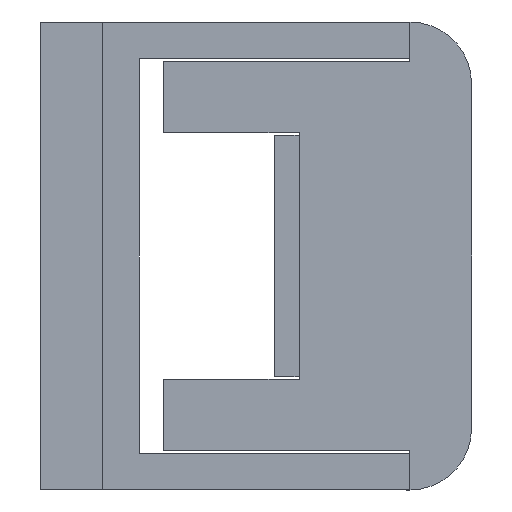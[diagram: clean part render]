
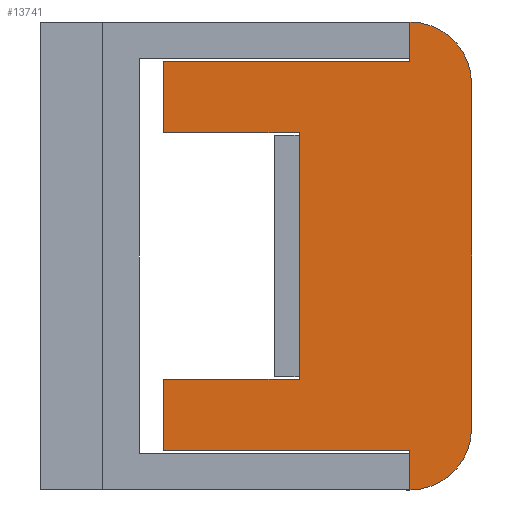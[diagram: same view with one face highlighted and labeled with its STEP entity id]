
A CAD part, left-side view. The second image highlights one B-rep face of the part: STEP entity #13741.
In plain terms, the highlighted planar face has unit normal (-1, 0, 0).
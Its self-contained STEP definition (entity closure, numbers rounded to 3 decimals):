
#647=PLANE('',#14525);
#1146=FACE_OUTER_BOUND('',#1925,.T.);
#1925=EDGE_LOOP('',(#9798,#9799,#9800,#9801,#9802,#9803,#9804,#9805,#9806,
#9807,#9808,#9809));
#2732=LINE('',#18511,#4266);
#2934=LINE('',#19325,#4468);
#2937=LINE('',#19331,#4471);
#2940=LINE('',#19337,#4474);
#2942=LINE('',#19341,#4476);
#2943=LINE('',#19343,#4477);
#2944=LINE('',#19344,#4478);
#2945=LINE('',#19346,#4479);
#2946=LINE('',#19348,#4480);
#2947=LINE('',#19349,#4481);
#4266=VECTOR('',#15333,10.);
#4468=VECTOR('',#15589,10.);
#4471=VECTOR('',#15594,10.);
#4474=VECTOR('',#15599,10.);
#4476=VECTOR('',#15603,10.);
#4477=VECTOR('',#15604,10.);
#4478=VECTOR('',#15605,10.);
#4479=VECTOR('',#15606,10.);
#4480=VECTOR('',#15607,10.);
#4481=VECTOR('',#15608,10.);
#5789=CIRCLE('',#14492,2.5);
#5791=CIRCLE('',#14497,2.5);
#6012=VERTEX_POINT('',#18482);
#6013=VERTEX_POINT('',#18484);
#6024=VERTEX_POINT('',#18510);
#6225=VERTEX_POINT('',#19154);
#6288=VERTEX_POINT('',#19322);
#6289=VERTEX_POINT('',#19324);
#6291=VERTEX_POINT('',#19330);
#6293=VERTEX_POINT('',#19336);
#6294=VERTEX_POINT('',#19340);
#6295=VERTEX_POINT('',#19342);
#6296=VERTEX_POINT('',#19345);
#6297=VERTEX_POINT('',#19347);
#7392=EDGE_CURVE('',#6012,#6013,#5789,.T.);
#7405=EDGE_CURVE('',#6013,#6024,#2732,.T.);
#7607=EDGE_CURVE('',#6024,#6225,#5791,.T.);
#7688=EDGE_CURVE('',#6289,#6288,#2934,.T.);
#7691=EDGE_CURVE('',#6291,#6289,#2937,.T.);
#7694=EDGE_CURVE('',#6293,#6291,#2940,.T.);
#7696=EDGE_CURVE('',#6012,#6294,#2942,.T.);
#7697=EDGE_CURVE('',#6294,#6295,#2943,.T.);
#7698=EDGE_CURVE('',#6293,#6295,#2944,.T.);
#7699=EDGE_CURVE('',#6296,#6288,#2945,.T.);
#7700=EDGE_CURVE('',#6297,#6296,#2946,.T.);
#7701=EDGE_CURVE('',#6297,#6225,#2947,.T.);
#9798=ORIENTED_EDGE('',*,*,#7392,.F.);
#9799=ORIENTED_EDGE('',*,*,#7696,.T.);
#9800=ORIENTED_EDGE('',*,*,#7697,.T.);
#9801=ORIENTED_EDGE('',*,*,#7698,.F.);
#9802=ORIENTED_EDGE('',*,*,#7694,.T.);
#9803=ORIENTED_EDGE('',*,*,#7691,.T.);
#9804=ORIENTED_EDGE('',*,*,#7688,.T.);
#9805=ORIENTED_EDGE('',*,*,#7699,.F.);
#9806=ORIENTED_EDGE('',*,*,#7700,.F.);
#9807=ORIENTED_EDGE('',*,*,#7701,.T.);
#9808=ORIENTED_EDGE('',*,*,#7607,.F.);
#9809=ORIENTED_EDGE('',*,*,#7405,.F.);
#13741=ADVANCED_FACE('',(#1146),#647,.T.);
#14492=AXIS2_PLACEMENT_3D('',#18485,#15314,#15315);
#14497=AXIS2_PLACEMENT_3D('',#19155,#15457,#15458);
#14525=AXIS2_PLACEMENT_3D('',#19339,#15601,#15602);
#15314=DIRECTION('center_axis',(1.,0.,0.));
#15315=DIRECTION('ref_axis',(0.,-0.707,0.707));
#15333=DIRECTION('',(0.,0.,-1.));
#15457=DIRECTION('center_axis',(1.,0.,0.));
#15458=DIRECTION('ref_axis',(0.,-0.707,-0.707));
#15589=DIRECTION('',(0.,1.,0.));
#15594=DIRECTION('',(0.,0.,-1.));
#15599=DIRECTION('',(0.,-1.,0.));
#15601=DIRECTION('center_axis',(-1.,0.,0.));
#15602=DIRECTION('ref_axis',(0.,0.,
1.));
#15603=DIRECTION('',(0.,0.,-1.));
#15604=DIRECTION('',(0.,1.,0.));
#15605=DIRECTION('',(0.,0.,1.));
#15606=DIRECTION('',(0.,0.,1.));
#15607=DIRECTION('',(0.,1.,0.));
#15608=DIRECTION('',(0.,0.,-1.));
#18482=CARTESIAN_POINT('',(49.575,865.2,22.908));
#18484=CARTESIAN_POINT('',(49.575,862.7,20.408));
#18485=CARTESIAN_POINT('Origin',(49.575,865.2,20.408));
#18510=CARTESIAN_POINT('',(49.575,862.7,6.408));
#18511=CARTESIAN_POINT('',(49.575,862.7,4.408));
#19154=CARTESIAN_POINT('',(49.575,865.2,3.908));
#19155=CARTESIAN_POINT('Origin',(49.575,865.2,6.408));
#19322=CARTESIAN_POINT('',(49.575,875.2,8.408));
#19324=CARTESIAN_POINT('',(49.575,869.7,8.408));
#19325=CARTESIAN_POINT('',(49.575,866.2,8.408));
#19330=CARTESIAN_POINT('',(49.575,869.7,18.408));
#19331=CARTESIAN_POINT('',(49.575,869.7,11.408));
#19336=CARTESIAN_POINT('',(49.575,875.2,18.408));
#19337=CARTESIAN_POINT('',(49.575,868.95,18.408));
#19339=CARTESIAN_POINT('Origin',(49.575,862.7,4.408));
#19340=CARTESIAN_POINT('',(49.575,865.2,21.308));
#19341=CARTESIAN_POINT('',(49.575,865.2,8.908));
#19342=CARTESIAN_POINT('',(49.575,875.2,21.308));
#19343=CARTESIAN_POINT('',(49.575,865.2,21.308));
#19344=CARTESIAN_POINT('',(49.575,875.2,4.408));
#19345=CARTESIAN_POINT('',(49.575,875.2,5.508));
#19346=CARTESIAN_POINT('',(49.575,875.2,4.408));
#19347=CARTESIAN_POINT('',(49.575,865.2,5.508));
#19348=CARTESIAN_POINT('',(49.575,865.2,5.508));
#19349=CARTESIAN_POINT('',(49.575,865.2,8.908));
